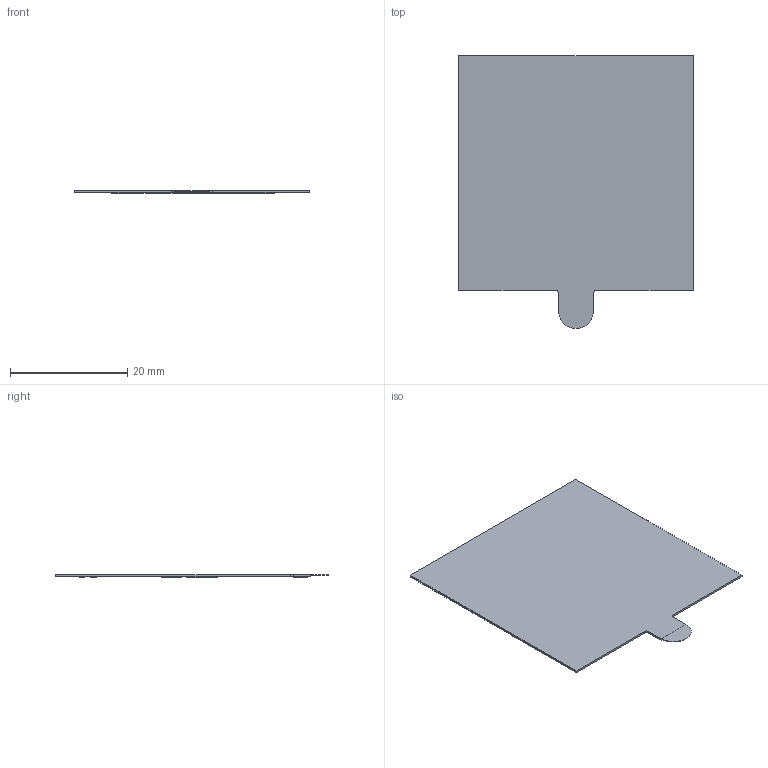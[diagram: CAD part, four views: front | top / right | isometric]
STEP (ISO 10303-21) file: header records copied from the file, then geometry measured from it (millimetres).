
FILE_DESCRIPTION (( 'STEP AP214' ), '1' );
FILE_NAME ('FXR.4040.A.DG_WebSTEP.STEP', '2024-07-30T08:25:35', ( '' ), ( '' ), 'SwSTEP 2.0', 'SolidWorks 2022', '' );
FILE_SCHEMA (( 'AUTOMOTIVE_DESIGN' ));
Length unit declared in the file: millimetre
Products named in the file (1): FXR.4040.A.DG_WebSTEP
Bounding box: 40 x 46.5 x 0.37 mm (x, y, z)
Volume: 569.5 mm3; surface area: 3333.4 mm2
Topology: 1 solids, 1 shells, 354 faces, 949 edges, 632 vertices
Faces by surface type: plane 232, bspline 119, cylinder 3
Entity records: 17341 total; most frequent: CARTESIAN_POINT 5359, ORIENTED_EDGE 1898, DIRECTION 1189, EDGE_CURVE 949, VECTOR 705, LINE 705, VERTEX_POINT 632, EDGE_LOOP 389
